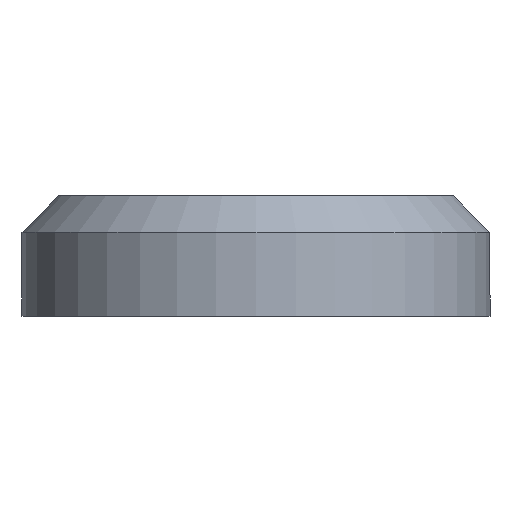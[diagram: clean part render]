
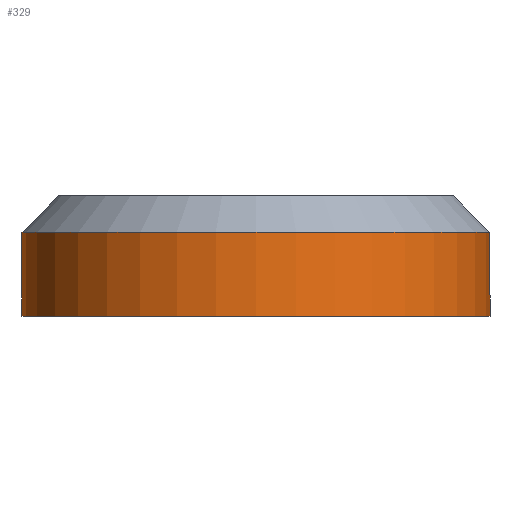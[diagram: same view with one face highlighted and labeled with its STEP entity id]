
A CAD part, front view. The second image highlights one B-rep face of the part: STEP entity #329.
In plain terms, the highlighted cylindrical face has radius 8.128 mm (diameter 16.256 mm), a partial arc.
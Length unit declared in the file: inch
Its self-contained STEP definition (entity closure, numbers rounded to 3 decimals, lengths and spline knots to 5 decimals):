
#31=CIRCLE('',#361,0.32);
#36=CIRCLE('',#371,0.32);
#43=CYLINDRICAL_SURFACE('',#376,0.32);
#60=FACE_OUTER_BOUND('',#84,.T.);
#84=EDGE_LOOP('',(#291,#292,#293,#294));
#113=LINE('',#561,#142);
#114=LINE('',#563,#143);
#142=VECTOR('',#467,0.3937);
#143=VECTOR('',#470,0.3937);
#161=VERTEX_POINT('',#519);
#163=VERTEX_POINT('',#525);
#170=VERTEX_POINT('',#551);
#171=VERTEX_POINT('',#553);
#197=EDGE_CURVE('',#161,#163,#31,.T.);
#210=EDGE_CURVE('',#170,#171,#36,.T.);
#214=EDGE_CURVE('',#161,#171,#113,.T.);
#215=EDGE_CURVE('',#163,#170,#114,.T.);
#291=ORIENTED_EDGE('',*,*,#197,.F.);
#292=ORIENTED_EDGE('',*,*,#214,.T.);
#293=ORIENTED_EDGE('',*,*,#210,.F.);
#294=ORIENTED_EDGE('',*,*,#215,.F.);
#329=ADVANCED_FACE('',(#60),#43,.T.);
#361=AXIS2_PLACEMENT_3D('',#529,#428,#429);
#371=AXIS2_PLACEMENT_3D('',#554,#456,#457);
#376=AXIS2_PLACEMENT_3D('',#562,#468,#469);
#428=DIRECTION('center_axis',(0.,0.,1.));
#429=DIRECTION('ref_axis',(0.877,-0.48,0.));
#456=DIRECTION('center_axis',(0.,0.,-1.));
#457=DIRECTION('ref_axis',(-0.877,0.48,0.));
#467=DIRECTION('',(0.,0.,-1.));
#468=DIRECTION('center_axis',(0.,0.,-1.));
#469=DIRECTION('ref_axis',(0.,-1.,0.));
#470=DIRECTION('',(0.,0.,-1.));
#519=CARTESIAN_POINT('',(-0.2807,0.15364,-0.05));
#525=CARTESIAN_POINT('',(0.2807,0.15364,-0.05));
#529=CARTESIAN_POINT('Origin',(0.,0.,-0.05));
#551=CARTESIAN_POINT('',(0.2807,0.15364,-0.1645));
#553=CARTESIAN_POINT('',(-0.2807,0.15364,-0.1645));
#554=CARTESIAN_POINT('Origin',(0.,0.,-0.1645));
#561=CARTESIAN_POINT('',(-0.2807,0.15364,0.));
#562=CARTESIAN_POINT('Origin',(0.,0.,0.));
#563=CARTESIAN_POINT('',(0.2807,0.15364,0.));
